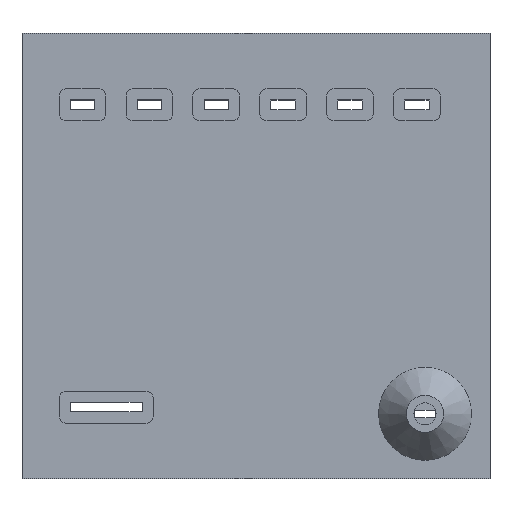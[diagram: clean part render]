
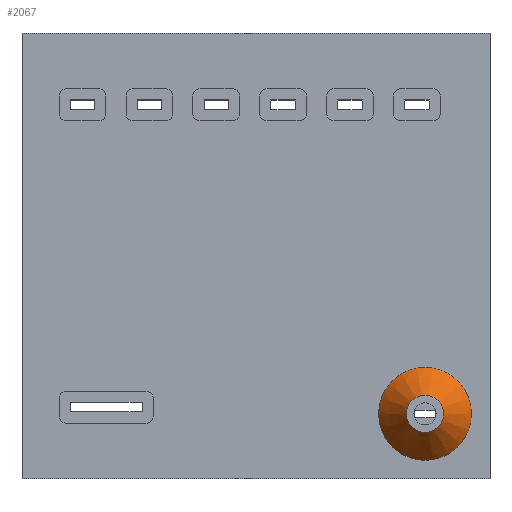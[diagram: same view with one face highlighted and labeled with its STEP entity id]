
A CAD part, top view. The second image highlights one B-rep face of the part: STEP entity #2067.
In plain terms, the highlighted conical face has half-angle 36.87 degrees and reference radius 12.5 mm.
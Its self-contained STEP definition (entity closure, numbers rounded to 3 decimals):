
#35=CONICAL_SURFACE('',#2206,12.5,0.644);
#96=CIRCLE('',#2201,5.);
#97=CIRCLE('',#2202,5.);
#98=CIRCLE('',#2204,12.5);
#99=CIRCLE('',#2205,12.5);
#167=FACE_OUTER_BOUND('',#282,.T.);
#282=EDGE_LOOP('',(#1415,#1416,#1417,#1418,#1419,#1420));
#420=LINE('',#3017,#654);
#654=VECTOR('',#2427,12.5);
#885=VERTEX_POINT('',#3007);
#886=VERTEX_POINT('',#3008);
#887=VERTEX_POINT('',#3012);
#888=VERTEX_POINT('',#3013);
#1092=EDGE_CURVE('',#885,#886,#96,.T.);
#1093=EDGE_CURVE('',#886,#885,#97,.T.);
#1094=EDGE_CURVE('',#887,#888,#98,.T.);
#1095=EDGE_CURVE('',#888,#887,#99,.T.);
#1096=EDGE_CURVE('',#886,#888,#420,.T.);
#1415=ORIENTED_EDGE('',*,*,#1092,.T.);
#1416=ORIENTED_EDGE('',*,*,#1096,.T.);
#1417=ORIENTED_EDGE('',*,*,#1095,.T.);
#1418=ORIENTED_EDGE('',*,*,#1094,.T.);
#1419=ORIENTED_EDGE('',*,*,#1096,.F.);
#1420=ORIENTED_EDGE('',*,*,#1093,.T.);
#2067=ADVANCED_FACE('',(#167),#35,.T.);
#2201=AXIS2_PLACEMENT_3D('',#3009,#2415,#2416);
#2202=AXIS2_PLACEMENT_3D('',#3010,#2417,#2418);
#2204=AXIS2_PLACEMENT_3D('',#3014,#2421,#2422);
#2205=AXIS2_PLACEMENT_3D('',#3015,#2423,#2424);
#2206=AXIS2_PLACEMENT_3D('',#3016,#2425,#2426);
#2415=DIRECTION('center_axis',(0.,0.,-1.));
#2416=DIRECTION('ref_axis',(1.,0.,0.));
#2417=DIRECTION('center_axis',(0.,0.,-1.));
#2418=DIRECTION('ref_axis',(1.,0.,0.));
#2421=DIRECTION('center_axis',(0.,0.,1.));
#2422=DIRECTION('ref_axis',(1.,0.,0.));
#2423=DIRECTION('center_axis',(0.,0.,1.));
#2424=DIRECTION('ref_axis',(1.,0.,0.));
#2425=DIRECTION('center_axis',(0.,0.,-1.));
#2426=DIRECTION('ref_axis',(1.,0.,0.));
#2427=DIRECTION('',(-0.6,0.,-0.8));
#3007=CARTESIAN_POINT('',(5.,0.,10.));
#3008=CARTESIAN_POINT('',(-5.,0.,10.));
#3009=CARTESIAN_POINT('Origin',(0.,0.,10.));
#3010=CARTESIAN_POINT('Origin',(0.,0.,10.));
#3012=CARTESIAN_POINT('',(12.5,0.,0.));
#3013=CARTESIAN_POINT('',(-12.5,0.,0.));
#3014=CARTESIAN_POINT('Origin',(0.,0.,0.));
#3015=CARTESIAN_POINT('Origin',(0.,0.,0.));
#3016=CARTESIAN_POINT('Origin',(0.,0.,0.));
#3017=CARTESIAN_POINT('',(-12.5,0.,0.));
